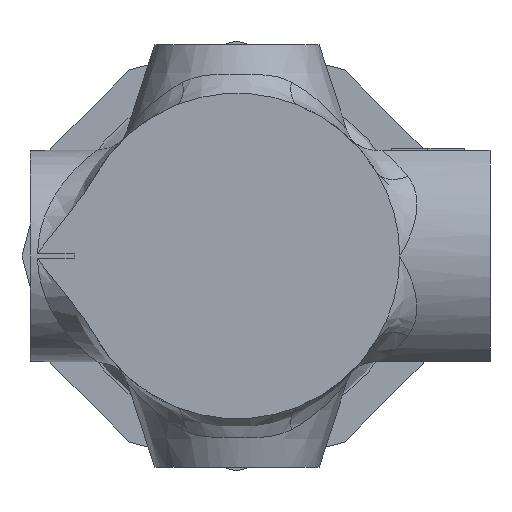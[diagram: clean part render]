
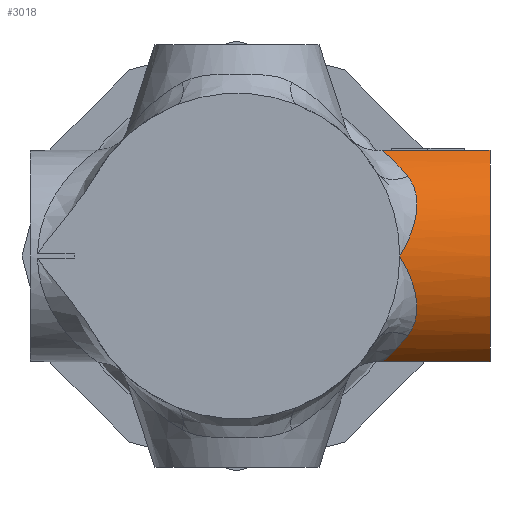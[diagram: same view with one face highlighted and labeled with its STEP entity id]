
A CAD part, front view. The second image highlights one B-rep face of the part: STEP entity #3018.
In plain terms, the highlighted cylindrical face has radius 11.3 mm (diameter 22.6 mm), a partial arc.
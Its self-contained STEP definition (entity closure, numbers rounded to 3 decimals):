
#95 = VERTEX_POINT ( 'NONE', #956 ) ;
#177 = CARTESIAN_POINT ( 'NONE',  ( 14.847, -9.517, 0.294 ) ) ;
#205 = EDGE_CURVE ( 'NONE', #7477, #95, #226, .T. ) ;
#226 = B_SPLINE_CURVE_WITH_KNOTS ( 'NONE', 3,
 ( #3728, #6945, #4408, #447, #494, #3640 ),
 .UNSPECIFIED., .F., .F.,
 ( 4, 2, 4 ),
 ( 0., 0.002, 0.004 ),
 .UNSPECIFIED. ) ;
#314 = CARTESIAN_POINT ( 'NONE',  ( 16.211, -8.371, -4.977 ) ) ;
#358 = CARTESIAN_POINT ( 'NONE',  ( 14.847, -9.517, -0.293 ) ) ;
#383 = CARTESIAN_POINT ( 'NONE',  ( 15.409, -6.966, -7.155 ) ) ;
#447 = CARTESIAN_POINT ( 'NONE',  ( 14.658, -6.162, 8.06 ) ) ;
#485 = VERTEX_POINT ( 'NONE', #3427 ) ;
#494 = CARTESIAN_POINT ( 'NONE',  ( 15.041, -6.577, 7.63 ) ) ;
#571 = EDGE_CURVE ( 'NONE', #2637, #2339, #4447, .T. ) ;
#842 = CARTESIAN_POINT ( 'NONE',  ( 22.8, -4.3, -9.525 ) ) ;
#956 = CARTESIAN_POINT ( 'NONE',  ( 15.409, -6.966, 7.155 ) ) ;
#1031 = CARTESIAN_POINT ( 'NONE',  ( 15.587, -7.154, -6.926 ) ) ;
#1275 = CARTESIAN_POINT ( 'NONE',  ( 22.8, 1.78, 0. ) ) ;
#1319 = CARTESIAN_POINT ( 'NONE',  ( 16.06, -7.875, 5.88 ) ) ;
#1352 = ORIENTED_EDGE ( 'NONE', *, *, #4867, .T. ) ;
#1433 = CARTESIAN_POINT ( 'NONE',  ( 22.8, -4.3, 9.525 ) ) ;
#1494 = CARTESIAN_POINT ( 'NONE',  ( 15.975, -7.706, -6.149 ) ) ;
#1576 = CARTESIAN_POINT ( 'NONE',  ( 14.67, -9.52, 0. ) ) ;
#1590 = EDGE_CURVE ( 'NONE', #95, #2637, #4516, .T. ) ;
#1657 = CARTESIAN_POINT ( 'NONE',  ( 15.835, -9.257, -2.444 ) ) ;
#1721 = CARTESIAN_POINT ( 'NONE',  ( 15.043, -6.579, -7.628 ) ) ;
#2034 = LINE ( 'NONE', #4722, #7861 ) ;
#2056 = LINE ( 'NONE', #1433, #6972 ) ;
#2070 = CARTESIAN_POINT ( 'NONE',  ( 16.044, -9.111, 3.089 ) ) ;
#2128 = ORIENTED_EDGE ( 'NONE', *, *, #3492, .F. ) ;
#2152 = CARTESIAN_POINT ( 'NONE',  ( 16.19, -8.774, 4.052 ) ) ;
#2210 = CIRCLE ( 'NONE', #2488, 11.3 ) ;
#2339 = VERTEX_POINT ( 'NONE', #383 ) ;
#2488 = AXIS2_PLACEMENT_3D ( 'NONE', #1275, #2534, #2577 ) ;
#2503 = AXIS2_PLACEMENT_3D ( 'NONE', #5287, #7353, #5410 ) ;
#2534 = DIRECTION ( 'NONE',  ( 1., 0., 0. ) ) ;
#2577 = DIRECTION ( 'NONE',  ( 0., 0., -1. ) ) ;
#2637 = VERTEX_POINT ( 'NONE', #6615 ) ;
#2809 = FACE_OUTER_BOUND ( 'NONE', #3633, .T. ) ;
#2832 = ORIENTED_EDGE ( 'NONE', *, *, #3846, .F. ) ;
#2967 = CARTESIAN_POINT ( 'NONE',  ( 14.759, -9.52, -0.145 ) ) ;
#3009 = VERTEX_POINT ( 'NONE', #6005 ) ;
#3018 = ADVANCED_FACE ( 'NONE', ( #2809 ), #5371, .T. ) ;
#3071 = CARTESIAN_POINT ( 'NONE',  ( 14.659, -6.162, -8.06 ) ) ;
#3170 = CARTESIAN_POINT ( 'NONE',  ( 15.587, -7.153, 6.926 ) ) ;
#3197 = CARTESIAN_POINT ( 'NONE',  ( 13.095, -4.3, 9.525 ) ) ;
#3288 = CARTESIAN_POINT ( 'NONE',  ( 15.331, -9.46, 1.201 ) ) ;
#3312 = ORIENTED_EDGE ( 'NONE', *, *, #571, .T. ) ;
#3427 = CARTESIAN_POINT ( 'NONE',  ( 22.8, -4.3, 9.525 ) ) ;
#3492 = EDGE_CURVE ( 'NONE', #4060, #3009, #2034, .T. ) ;
#3548 = CARTESIAN_POINT ( 'NONE',  ( 16.188, -8.781, -4.033 ) ) ;
#3633 = EDGE_LOOP ( 'NONE', ( #3312, #5197, #2128, #2832, #1352, #6512, #6805 ) ) ;
#3640 = CARTESIAN_POINT ( 'NONE',  ( 15.409, -6.966, 7.155 ) ) ;
#3728 = CARTESIAN_POINT ( 'NONE',  ( 13.095, -4.3, 9.525 ) ) ;
#3846 = EDGE_CURVE ( 'NONE', #485, #4060, #2210, .T. ) ;
#3926 = DIRECTION ( 'NONE',  ( -1., 0., 0. ) ) ;
#3996 = DIRECTION ( 'NONE',  ( -1., 0., 0. ) ) ;
#4060 = VERTEX_POINT ( 'NONE', #842 ) ;
#4062 = CARTESIAN_POINT ( 'NONE',  ( 15.409, -6.966, -7.155 ) ) ;
#4408 = CARTESIAN_POINT ( 'NONE',  ( 13.881, -5.275, 8.847 ) ) ;
#4431 = CARTESIAN_POINT ( 'NONE',  ( 15.409, -6.966, 7.155 ) ) ;
#4447 = B_SPLINE_CURVE_WITH_KNOTS ( 'NONE', 3,
 ( #1576, #2967, #358, #5361, #5401, #5487, #7421, #6632, #1657, #8010, #6036, #3548, #5527, #314, #7929, #7297, #1494, #8051, #1031, #4062 ),
 .UNSPECIFIED., .F., .F.,
 ( 4, 2, 2, 2, 2, 2, 2, 2, 2, 4 ),
 ( 0., 0., 0.001, 0.002, 0.003, 0.004, 0.005, 0.006, 0.007, 0.008 ),
 .UNSPECIFIED. ) ;
#4516 = B_SPLINE_CURVE_WITH_KNOTS ( 'NONE', 3,
 ( #4431, #3170, #5652, #8213, #1319, #7589, #5740, #7914, #2152, #2070, #4638, #7247, #3288, #6620, #7166, #177, #4719, #7749 ),
 .UNSPECIFIED., .F., .F.,
 ( 4, 2, 2, 2, 2, 2, 2, 2, 4 ),
 ( 0., 0.001, 0.002, 0.003, 0.004, 0.006, 0.007, 0.008, 0.008 ),
 .UNSPECIFIED. ) ;
#4638 = CARTESIAN_POINT ( 'NONE',  ( 15.856, -9.269, 2.455 ) ) ;
#4719 = CARTESIAN_POINT ( 'NONE',  ( 14.759, -9.52, 0.144 ) ) ;
#4722 = CARTESIAN_POINT ( 'NONE',  ( 22.8, -4.3, -9.525 ) ) ;
#4867 = EDGE_CURVE ( 'NONE', #485, #7477, #2056, .T. ) ;
#5001 = CARTESIAN_POINT ( 'NONE',  ( 15.409, -6.966, -7.155 ) ) ;
#5197 = ORIENTED_EDGE ( 'NONE', *, *, #7487, .T. ) ;
#5287 = CARTESIAN_POINT ( 'NONE',  ( 22.8, 1.78, 0. ) ) ;
#5361 = CARTESIAN_POINT ( 'NONE',  ( 15.014, -9.506, -0.591 ) ) ;
#5371 = CYLINDRICAL_SURFACE ( 'NONE', #2503, 11.3 ) ;
#5401 = CARTESIAN_POINT ( 'NONE',  ( 15.095, -9.497, -0.74 ) ) ;
#5410 = DIRECTION ( 'NONE',  ( 0., 0., 1. ) ) ;
#5487 = CARTESIAN_POINT ( 'NONE',  ( 15.327, -9.461, -1.193 ) ) ;
#5527 = CARTESIAN_POINT ( 'NONE',  ( 16.214, -8.656, -4.348 ) ) ;
#5652 = CARTESIAN_POINT ( 'NONE',  ( 15.734, -7.338, 6.682 ) ) ;
#5682 = CARTESIAN_POINT ( 'NONE',  ( 13.484, -4.802, -9.204 ) ) ;
#5725 = CARTESIAN_POINT ( 'NONE',  ( 13.879, -5.273, -8.849 ) ) ;
#5740 = CARTESIAN_POINT ( 'NONE',  ( 16.21, -8.365, 4.988 ) ) ;
#6005 = CARTESIAN_POINT ( 'NONE',  ( 13.095, -4.3, -9.525 ) ) ;
#6036 = CARTESIAN_POINT ( 'NONE',  ( 16.09, -9.002, -3.4 ) ) ;
#6359 = CARTESIAN_POINT ( 'NONE',  ( 13.095, -4.3, -9.525 ) ) ;
#6512 = ORIENTED_EDGE ( 'NONE', *, *, #205, .T. ) ;
#6615 = CARTESIAN_POINT ( 'NONE',  ( 14.67, -9.52, 0. ) ) ;
#6620 = CARTESIAN_POINT ( 'NONE',  ( 15.097, -9.496, 0.744 ) ) ;
#6632 = CARTESIAN_POINT ( 'NONE',  ( 15.722, -9.323, -2.124 ) ) ;
#6805 = ORIENTED_EDGE ( 'NONE', *, *, #1590, .T. ) ;
#6945 = CARTESIAN_POINT ( 'NONE',  ( 13.486, -4.804, 9.203 ) ) ;
#6972 = VECTOR ( 'NONE', #3996, 1000. ) ;
#7166 = CARTESIAN_POINT ( 'NONE',  ( 15.016, -9.505, 0.593 ) ) ;
#7247 = CARTESIAN_POINT ( 'NONE',  ( 15.474, -9.423, 1.511 ) ) ;
#7297 = CARTESIAN_POINT ( 'NONE',  ( 16.063, -7.881, -5.871 ) ) ;
#7353 = DIRECTION ( 'NONE',  ( -1., 0., 0. ) ) ;
#7421 = CARTESIAN_POINT ( 'NONE',  ( 15.469, -9.425, -1.5 ) ) ;
#7477 = VERTEX_POINT ( 'NONE', #3197 ) ;
#7487 = EDGE_CURVE ( 'NONE', #2339, #3009, #7773, .T. ) ;
#7589 = CARTESIAN_POINT ( 'NONE',  ( 16.181, -8.211, 5.29 ) ) ;
#7749 = CARTESIAN_POINT ( 'NONE',  ( 14.67, -9.52, 0. ) ) ;
#7773 = B_SPLINE_CURVE_WITH_KNOTS ( 'NONE', 3,
 ( #5001, #1721, #3071, #5725, #5682, #6359 ),
 .UNSPECIFIED., .F., .F.,
 ( 4, 2, 4 ),
 ( 0., 0.002, 0.004 ),
 .UNSPECIFIED. ) ;
#7861 = VECTOR ( 'NONE', #3926, 1000. ) ;
#7914 = CARTESIAN_POINT ( 'NONE',  ( 16.215, -8.646, 4.37 ) ) ;
#7929 = CARTESIAN_POINT ( 'NONE',  ( 16.181, -8.213, -5.286 ) ) ;
#8010 = CARTESIAN_POINT ( 'NONE',  ( 16.018, -9.097, -3.082 ) ) ;
#8051 = CARTESIAN_POINT ( 'NONE',  ( 15.738, -7.343, -6.676 ) ) ;
#8213 = CARTESIAN_POINT ( 'NONE',  ( 15.971, -7.699, 6.159 ) ) ;
